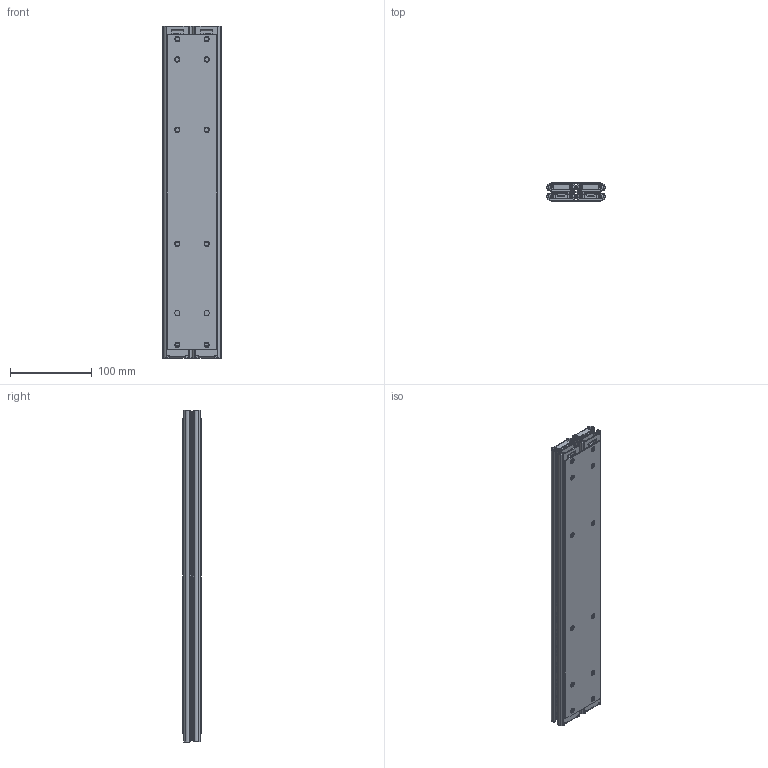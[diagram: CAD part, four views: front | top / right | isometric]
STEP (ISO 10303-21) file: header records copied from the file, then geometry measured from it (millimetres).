
FILE_DESCRIPTION (( 'STEP AP203' ), '1' );
FILE_NAME ('SC190-16950_ESR10-16_スライドレール_0.step', '2017-02-13T00:19:32', ( '' ), ( '' ), 'SwSTEP 2.0', 'SolidWorks 2015', '' );
FILE_SCHEMA (( 'CONFIG_CONTROL_DESIGN' ));
Length unit declared in the file: millimetre
Products named in the file (8): SC190-16937_ESR10-16_アウターレール; SC190-16912_ESR10-16_中間レール; SC190-16910_ESR10-16_リテーナー; SC190-16911_ESR10-16_部品_2; SC190-16950_ESR10-16_スライドレール_0; SC190-16941_ESR10-16_中間レール; SC190-16915_ESR10-16_アウターレール; SC190-16914_ESR10-16_部品_1
Assembly tree (15 placements, depth 3):
  SC190-16950_ESR10-16_スライドレール_0
    SC190-16937_ESR10-16_アウターレール  x2
      SC190-16915_ESR10-16_アウターレール
      SC190-16914_ESR10-16_部品_1
    SC190-16941_ESR10-16_中間レール
      SC190-16912_ESR10-16_中間レール  x4
      SC190-16911_ESR10-16_部品_2
    SC190-16910_ESR10-16_リテーナー  x4
Bounding box: 71.3 x 23.2 x 406.6 mm (x, y, z)
Volume: 300777.5 mm3; surface area: 476497.4 mm2
Topology: 127 solids, 127 shells, 1810 faces, 5348 edges, 3592 vertices
Faces by surface type: plane 854, cylinder 492, sphere 448, bspline 16
Entity records: 16854 total; most frequent: DIRECTION 2841, CARTESIAN_POINT 2774, ORIENTED_EDGE 2616, EDGE_CURVE 1308, AXIS2_PLACEMENT_3D 1035, VERTEX_POINT 888, LINE 771, VECTOR 771
